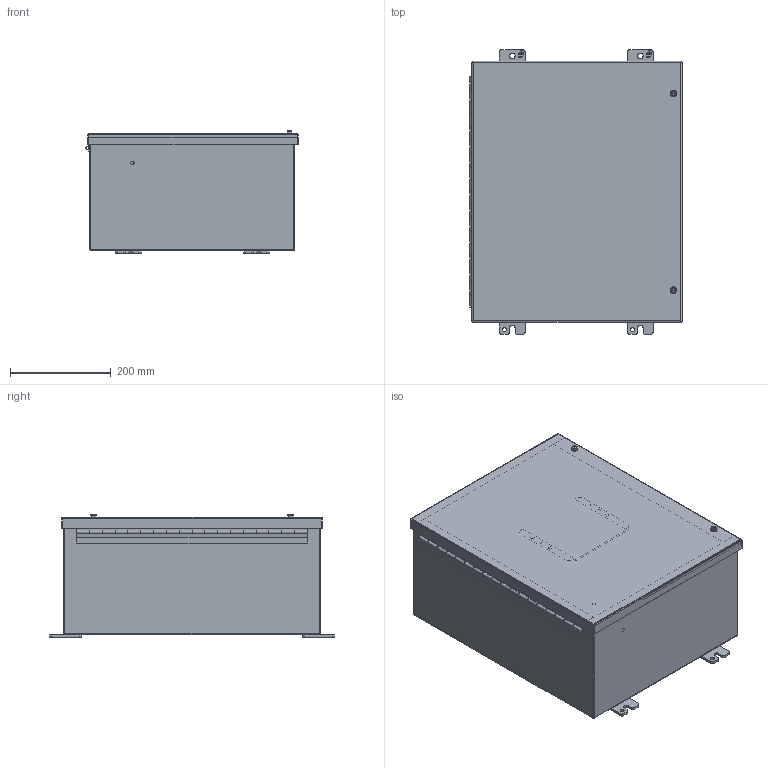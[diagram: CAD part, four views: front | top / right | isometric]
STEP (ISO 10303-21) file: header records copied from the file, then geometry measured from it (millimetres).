
FILE_DESCRIPTION (( 'STEP AP214' ), '1' );
FILE_NAME ('1418JC9.STEP', '2019-10-31T17:07:52', ( '' ), ( '' ), 'SwSTEP 2.0', 'SolidWorks 2019', '' );
FILE_SCHEMA (( 'AUTOMOTIVE_DESIGN' ));
Length unit declared in the file: inch
Products named in the file (1): 1418JC9
Bounding box: 421.73 x 565.15 x 243.1 mm (x, y, z)
Volume: 2427434.8 mm3; surface area: 2361199.2 mm2
Topology: 32 solids, 32 shells, 785 faces, 1988 edges, 1284 vertices
Faces by surface type: plane 563, cylinder 198, bspline 18, cone 6
Full cylindrical faces by diameter (mm): 4.763 x2, 6.198 x2, 6.35 x2, 6.604 x2, 6.756 x2, 7.112 x2, 7.137 x2, 7.366 x2, 7.805 x2, 7.937 x2, 7.938 x2, 8.382 x4, 9.525 x4, 9.906 x2, 10.084 x2, 11.112 x2, 11.113 x2, 11.303 x2, 12.7 x6, 12.954 x2, 16.51 x4, 25.4 x2, 88.9 x1
Entity records: 33216 total; most frequent: CARTESIAN_POINT 4634, ORIENTED_EDGE 3826, DIRECTION 3770, EDGE_CURVE 1913, LINE 1446, VECTOR 1446, VERTEX_POINT 1284, AXIS2_PLACEMENT_3D 1162
